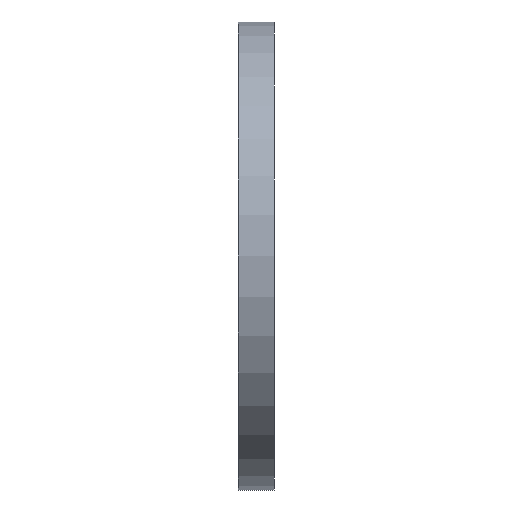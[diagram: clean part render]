
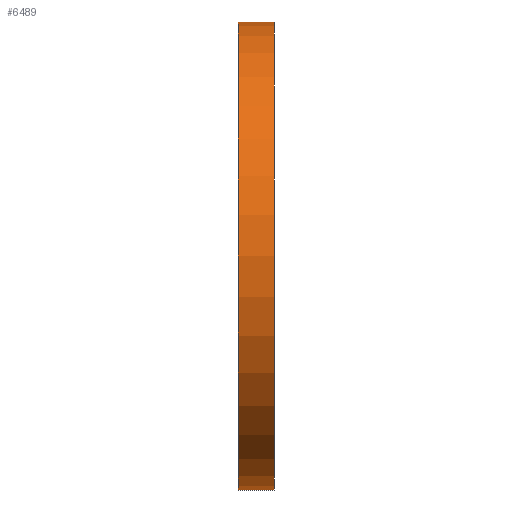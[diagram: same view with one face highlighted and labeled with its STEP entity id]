
A CAD part, left-side view. The second image highlights one B-rep face of the part: STEP entity #6489.
In plain terms, the highlighted cylindrical face has radius 26 mm (diameter 52 mm), a partial arc.
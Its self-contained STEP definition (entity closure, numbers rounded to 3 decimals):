
#223 = CARTESIAN_POINT ( 'NONE',  ( 0., 4., -26. ) ) ;
#792 = DIRECTION ( 'NONE',  ( 0., -1., 0. ) ) ;
#850 = DIRECTION ( 'NONE',  ( 0., 1., 0. ) ) ;
#903 = CARTESIAN_POINT ( 'NONE',  ( 0., 0., 26. ) ) ;
#1030 = CARTESIAN_POINT ( 'NONE',  ( 0., 4., 26. ) ) ;
#1046 = AXIS2_PLACEMENT_3D ( 'NONE', #7484, #1679, #2676 ) ;
#1207 = VECTOR ( 'NONE', #4245, 1000. ) ;
#1214 = VERTEX_POINT ( 'NONE', #2575 ) ;
#1679 = DIRECTION ( 'NONE',  ( 0., -1., 0. ) ) ;
#2556 = EDGE_CURVE ( 'NONE', #2862, #7698, #11488, .T. ) ;
#2575 = CARTESIAN_POINT ( 'NONE',  ( 0., 0., -26. ) ) ;
#2676 = DIRECTION ( 'NONE',  ( 0., 0., -1. ) ) ;
#2851 = EDGE_CURVE ( 'NONE', #5645, #2862, #8599, .T. ) ;
#2862 = VERTEX_POINT ( 'NONE', #1030 ) ;
#2891 = AXIS2_PLACEMENT_3D ( 'NONE', #6626, #850, #7602 ) ;
#3430 = LINE ( 'NONE', #9316, #8706 ) ;
#4114 = AXIS2_PLACEMENT_3D ( 'NONE', #5597, #9308, #11312 ) ;
#4245 = DIRECTION ( 'NONE',  ( 0., -1., 0. ) ) ;
#4280 = EDGE_CURVE ( 'NONE', #1214, #7698, #11000, .T. ) ;
#4793 = FACE_OUTER_BOUND ( 'NONE', #6942, .T. ) ;
#4969 = ORIENTED_EDGE ( 'NONE', *, *, #2851, .F. ) ;
#5411 = ORIENTED_EDGE ( 'NONE', *, *, #6810, .T. ) ;
#5597 = CARTESIAN_POINT ( 'NONE',  ( 0., 0., 0. ) ) ;
#5645 = VERTEX_POINT ( 'NONE', #223 ) ;
#6281 = CARTESIAN_POINT ( 'NONE',  ( 0., 4., 26. ) ) ;
#6489 = ADVANCED_FACE ( 'NONE', ( #4793 ), #7039, .T. ) ;
#6626 = CARTESIAN_POINT ( 'NONE',  ( 0., 4., 0. ) ) ;
#6810 = EDGE_CURVE ( 'NONE', #5645, #1214, #3430, .T. ) ;
#6878 = ORIENTED_EDGE ( 'NONE', *, *, #2556, .F. ) ;
#6942 = EDGE_LOOP ( 'NONE', ( #6878, #4969, #5411, #10167 ) ) ;
#7039 = CYLINDRICAL_SURFACE ( 'NONE', #1046, 26. ) ;
#7484 = CARTESIAN_POINT ( 'NONE',  ( 0., 4., 0. ) ) ;
#7602 = DIRECTION ( 'NONE',  ( 0., 0., 1. ) ) ;
#7698 = VERTEX_POINT ( 'NONE', #903 ) ;
#8599 = CIRCLE ( 'NONE', #2891, 26. ) ;
#8706 = VECTOR ( 'NONE', #792, 1000. ) ;
#9308 = DIRECTION ( 'NONE',  ( 0., 1., 0. ) ) ;
#9316 = CARTESIAN_POINT ( 'NONE',  ( 0., 4., -26. ) ) ;
#10167 = ORIENTED_EDGE ( 'NONE', *, *, #4280, .T. ) ;
#11000 = CIRCLE ( 'NONE', #4114, 26. ) ;
#11312 = DIRECTION ( 'NONE',  ( 0., 0., 1. ) ) ;
#11488 = LINE ( 'NONE', #6281, #1207 ) ;
